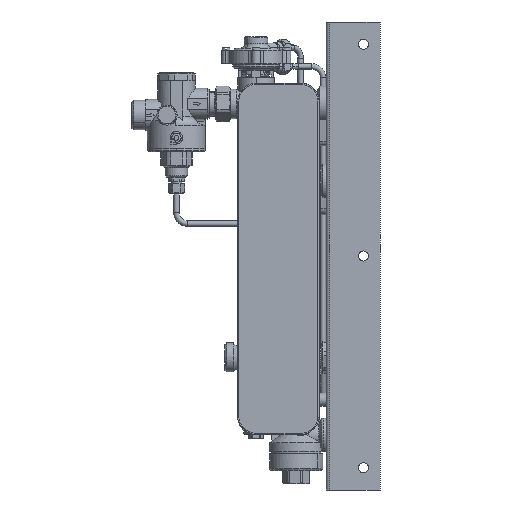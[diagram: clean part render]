
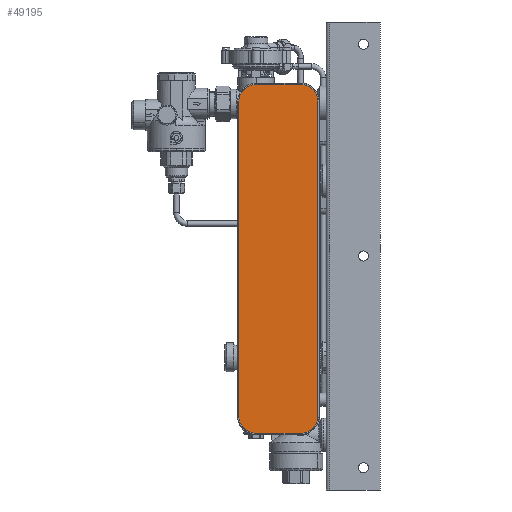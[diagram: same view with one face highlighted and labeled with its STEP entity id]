
A CAD part, left-side view. The second image highlights one B-rep face of the part: STEP entity #49195.
In plain terms, the highlighted planar face has unit normal (-1, 0, 0).
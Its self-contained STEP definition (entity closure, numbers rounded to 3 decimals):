
#49076=CARTESIAN_POINT('Axis2P3D Location',(-84.5,-43.,-139.)) ;
#49082=CARTESIAN_POINT('Control Point',(-84.5,-78.5,2.5)) ;
#49083=CARTESIAN_POINT('Control Point',(-84.5,-78.5,4.018)) ;
#49084=CARTESIAN_POINT('Control Point',(-84.5,-78.308,5.536)) ;
#49085=CARTESIAN_POINT('Control Point',(-84.5,-77.924,7.021)) ;
#49086=CARTESIAN_POINT('Control Point',(-84.5,-76.789,9.863)) ;
#49087=CARTESIAN_POINT('Control Point',(-84.5,-74.981,12.332)) ;
#49088=CARTESIAN_POINT('Control Point',(-84.5,-73.925,13.445)) ;
#49089=CARTESIAN_POINT('Control Point',(-84.5,-71.555,15.381)) ;
#49090=CARTESIAN_POINT('Control Point',(-84.5,-68.778,16.665)) ;
#49091=CARTESIAN_POINT('Control Point',(-84.5,-67.315,17.127)) ;
#49092=CARTESIAN_POINT('Control Point',(-84.5,-65.652,17.427)) ;
#49093=CARTESIAN_POINT('Control Point',(-84.5,-63.976,17.494)) ;
#49094=CARTESIAN_POINT('Control Point',(-84.5,-63.817,17.498)) ;
#49095=CARTESIAN_POINT('Control Point',(-84.5,-63.659,17.5)) ;
#49096=CARTESIAN_POINT('Control Point',(-84.5,-63.5,17.5)) ;
#49097=CARTESIAN_POINT('Vertex',(-84.5,-78.5,2.5)) ;
#49099=CARTESIAN_POINT('Vertex',(-84.5,-63.5,17.5)) ;
#49102=CARTESIAN_POINT('Line Origine',(-84.5,-43.,17.5)) ;
#49106=CARTESIAN_POINT('Vertex',(-84.5,-22.5,17.5)) ;
#49110=CARTESIAN_POINT('Control Point',(-84.5,-22.5,17.5)) ;
#49111=CARTESIAN_POINT('Control Point',(-84.5,-20.982,17.5)) ;
#49112=CARTESIAN_POINT('Control Point',(-84.5,-19.464,17.308)) ;
#49113=CARTESIAN_POINT('Control Point',(-84.5,-17.979,16.924)) ;
#49114=CARTESIAN_POINT('Control Point',(-84.5,-15.137,15.789)) ;
#49115=CARTESIAN_POINT('Control Point',(-84.5,-12.668,13.981)) ;
#49116=CARTESIAN_POINT('Control Point',(-84.5,-11.555,12.925)) ;
#49117=CARTESIAN_POINT('Control Point',(-84.5,-9.619,10.555)) ;
#49118=CARTESIAN_POINT('Control Point',(-84.5,-8.335,7.778)) ;
#49119=CARTESIAN_POINT('Control Point',(-84.5,-7.873,6.315)) ;
#49120=CARTESIAN_POINT('Control Point',(-84.5,-7.573,4.652)) ;
#49121=CARTESIAN_POINT('Control Point',(-84.5,-7.506,2.976)) ;
#49122=CARTESIAN_POINT('Control Point',(-84.5,-7.502,2.817)) ;
#49123=CARTESIAN_POINT('Control Point',(-84.5,-7.5,2.659)) ;
#49124=CARTESIAN_POINT('Control Point',(-84.5,-7.5,2.5)) ;
#49125=CARTESIAN_POINT('Vertex',(-84.5,-7.5,2.5)) ;
#49128=CARTESIAN_POINT('Line Origine',(-84.5,-7.5,-139.)) ;
#49132=CARTESIAN_POINT('Vertex',(-84.5,-7.5,-280.5)) ;
#49136=CARTESIAN_POINT('Control Point',(-84.5,-7.5,-280.5)) ;
#49137=CARTESIAN_POINT('Control Point',(-84.5,-7.5,-282.018)) ;
#49138=CARTESIAN_POINT('Control Point',(-84.5,-7.692,-283.536)) ;
#49139=CARTESIAN_POINT('Control Point',(-84.5,-8.076,-285.021)) ;
#49140=CARTESIAN_POINT('Control Point',(-84.5,-9.211,-287.863)) ;
#49141=CARTESIAN_POINT('Control Point',(-84.5,-11.019,-290.332)) ;
#49142=CARTESIAN_POINT('Control Point',(-84.5,-12.075,-291.445)) ;
#49143=CARTESIAN_POINT('Control Point',(-84.5,-14.445,-293.381)) ;
#49144=CARTESIAN_POINT('Control Point',(-84.5,-17.222,-294.665)) ;
#49145=CARTESIAN_POINT('Control Point',(-84.5,-18.685,-295.127)) ;
#49146=CARTESIAN_POINT('Control Point',(-84.5,-20.348,-295.427)) ;
#49147=CARTESIAN_POINT('Control Point',(-84.5,-22.024,-295.494)) ;
#49148=CARTESIAN_POINT('Control Point',(-84.5,-22.183,-295.498)) ;
#49149=CARTESIAN_POINT('Control Point',(-84.5,-22.341,-295.5)) ;
#49150=CARTESIAN_POINT('Control Point',(-84.5,-22.5,-295.5)) ;
#49151=CARTESIAN_POINT('Vertex',(-84.5,-22.5,-295.5)) ;
#49154=CARTESIAN_POINT('Line Origine',(-84.5,-43.,-295.5)) ;
#49158=CARTESIAN_POINT('Vertex',(-84.5,-63.5,-295.5)) ;
#49162=CARTESIAN_POINT('Control Point',(-84.5,-63.5,-295.5)) ;
#49163=CARTESIAN_POINT('Control Point',(-84.5,-65.018,-295.5)) ;
#49164=CARTESIAN_POINT('Control Point',(-84.5,-66.536,-295.308)) ;
#49165=CARTESIAN_POINT('Control Point',(-84.5,-68.021,-294.924)) ;
#49166=CARTESIAN_POINT('Control Point',(-84.5,-70.863,-293.789)) ;
#49167=CARTESIAN_POINT('Control Point',(-84.5,-73.332,-291.981)) ;
#49168=CARTESIAN_POINT('Control Point',(-84.5,-74.445,-290.925)) ;
#49169=CARTESIAN_POINT('Control Point',(-84.5,-76.381,-288.555)) ;
#49170=CARTESIAN_POINT('Control Point',(-84.5,-77.665,-285.778)) ;
#49171=CARTESIAN_POINT('Control Point',(-84.5,-78.127,-284.315)) ;
#49172=CARTESIAN_POINT('Control Point',(-84.5,-78.427,-282.652)) ;
#49173=CARTESIAN_POINT('Control Point',(-84.5,-78.494,-280.976)) ;
#49174=CARTESIAN_POINT('Control Point',(-84.5,-78.498,-280.817)) ;
#49175=CARTESIAN_POINT('Control Point',(-84.5,-78.5,-280.659)) ;
#49176=CARTESIAN_POINT('Control Point',(-84.5,-78.5,-280.5)) ;
#49177=CARTESIAN_POINT('Vertex',(-84.5,-78.5,-280.5)) ;
#49180=CARTESIAN_POINT('Line Origine',(-84.5,-78.5,-139.)) ;
#49104=VECTOR('Line Direction',#49103,1.) ;
#49130=VECTOR('Line Direction',#49129,1.) ;
#49156=VECTOR('Line Direction',#49155,1.) ;
#49182=VECTOR('Line Direction',#49181,1.) ;
#49077=DIRECTION('Axis2P3D Direction',(1.,0.,0.)) ;
#49078=DIRECTION('Axis2P3D XDirection',(0.,0.,-1.)) ;
#49103=DIRECTION('Vector Direction',(0.,1.,0.)) ;
#49129=DIRECTION('Vector Direction',(0.,0.,-1.)) ;
#49155=DIRECTION('Vector Direction',(0.,-1.,0.)) ;
#49181=DIRECTION('Vector Direction',(0.,0.,1.)) ;
#49079=AXIS2_PLACEMENT_3D('Plane Axis2P3D',#49076,#49077,#49078) ;
#49105=LINE('Line',#49102,#49104) ;
#49131=LINE('Line',#49128,#49130) ;
#49157=LINE('Line',#49154,#49156) ;
#49183=LINE('Line',#49180,#49182) ;
#49080=PLANE('',#49079) ;
#49101=EDGE_CURVE('',#49098,#49100,#49081,.T.) ;
#49108=EDGE_CURVE('',#49100,#49107,#49105,.T.) ;
#49127=EDGE_CURVE('',#49107,#49126,#49109,.T.) ;
#49134=EDGE_CURVE('',#49126,#49133,#49131,.T.) ;
#49153=EDGE_CURVE('',#49133,#49152,#49135,.T.) ;
#49160=EDGE_CURVE('',#49152,#49159,#49157,.T.) ;
#49179=EDGE_CURVE('',#49159,#49178,#49161,.T.) ;
#49184=EDGE_CURVE('',#49178,#49098,#49183,.T.) ;
#49186=ORIENTED_EDGE('',*,*,#49101,.T.) ;
#49187=ORIENTED_EDGE('',*,*,#49108,.T.) ;
#49188=ORIENTED_EDGE('',*,*,#49127,.T.) ;
#49189=ORIENTED_EDGE('',*,*,#49134,.T.) ;
#49190=ORIENTED_EDGE('',*,*,#49153,.T.) ;
#49191=ORIENTED_EDGE('',*,*,#49160,.T.) ;
#49192=ORIENTED_EDGE('',*,*,#49179,.T.) ;
#49193=ORIENTED_EDGE('',*,*,#49184,.T.) ;
#49185=EDGE_LOOP('',(#49186,#49187,#49188,#49189,#49190,#49191,#49192,#49193)) ;
#49098=VERTEX_POINT('',#49097) ;
#49100=VERTEX_POINT('',#49099) ;
#49107=VERTEX_POINT('',#49106) ;
#49126=VERTEX_POINT('',#49125) ;
#49133=VERTEX_POINT('',#49132) ;
#49152=VERTEX_POINT('',#49151) ;
#49159=VERTEX_POINT('',#49158) ;
#49178=VERTEX_POINT('',#49177) ;
#49195=ADVANCED_FACE('PartBody',(#49194),#49080,.F.) ;
#49081=B_SPLINE_CURVE_WITH_KNOTS('',5,(#49082,#49083,#49084,#49085,#49086,#49087,#49088,#49089,#49090,#49091,#49092,#49093,#49094,#49095,#49096),.UNSPECIFIED.,.F.,.U.,(6,3,3,3,6),(0.,10.733,21.466,32.199,33.321),.UNSPECIFIED.) ;
#49109=B_SPLINE_CURVE_WITH_KNOTS('',5,(#49110,#49111,#49112,#49113,#49114,#49115,#49116,#49117,#49118,#49119,#49120,#49121,#49122,#49123,#49124),.UNSPECIFIED.,.F.,.U.,(6,3,3,3,6),(0.,10.733,21.466,32.199,33.321),.UNSPECIFIED.) ;
#49135=B_SPLINE_CURVE_WITH_KNOTS('',5,(#49136,#49137,#49138,#49139,#49140,#49141,#49142,#49143,#49144,#49145,#49146,#49147,#49148,#49149,#49150),.UNSPECIFIED.,.F.,.U.,(6,3,3,3,6),(0.,10.733,21.466,32.199,33.321),.UNSPECIFIED.) ;
#49161=B_SPLINE_CURVE_WITH_KNOTS('',5,(#49162,#49163,#49164,#49165,#49166,#49167,#49168,#49169,#49170,#49171,#49172,#49173,#49174,#49175,#49176),.UNSPECIFIED.,.F.,.U.,(6,3,3,3,6),(0.,10.733,21.466,32.199,33.321),.UNSPECIFIED.) ;
#49194=FACE_OUTER_BOUND('',#49185,.T.) ;
